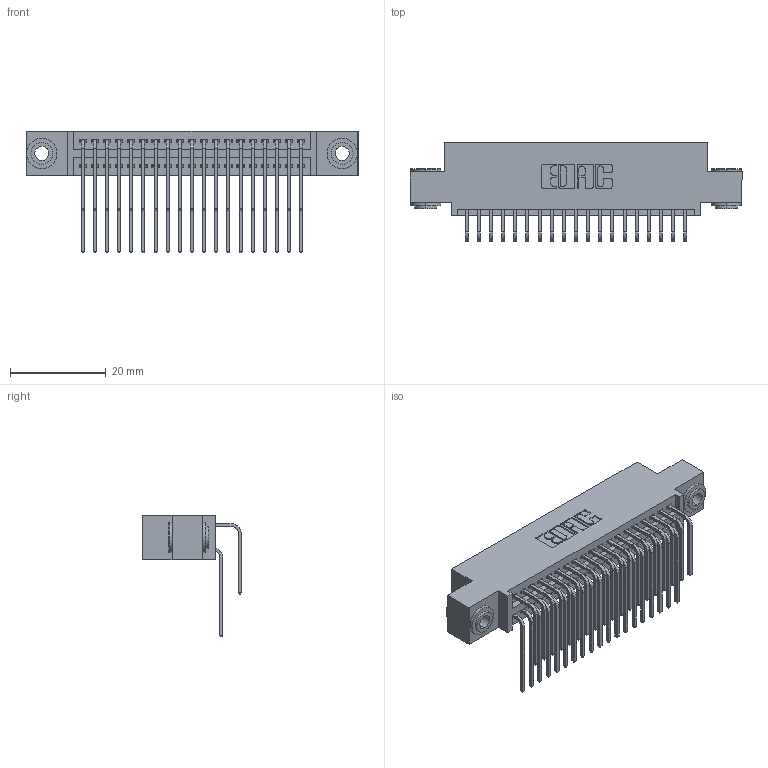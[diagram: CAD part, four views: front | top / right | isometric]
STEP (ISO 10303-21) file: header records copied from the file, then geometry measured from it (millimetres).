
FILE_DESCRIPTION (( 'STEP AP203' ), '1' );
FILE_NAME ('395-038-559-503.STEP', '2019-10-18T04:35:48', ( '' ), ( '' ), 'SwSTEP 2.0', 'SolidWorks 2016', '' );
FILE_SCHEMA (( 'CONFIG_CONTROL_DESIGN' ));
Length unit declared in the file: inch
Products named in the file (5): 395-038-559-503; 345 Part_0.110 Offset - 0.156 Dia-TH; 345-292-001_558 559 Tail - 1; 345-292-001_559 Tail - 2; 345-250-002_345-250-002-102
Assembly tree (41 placements, depth 2):
  395-038-559-503
    345 Part_0.110 Offset - 0.156 Dia-TH
    345-292-001_558 559 Tail - 1  x19
    345-292-001_559 Tail - 2  x19
    345-250-002_345-250-002-102  x2
Bounding box: 69.47 x 20.56 x 25.53 mm (x, y, z)
Volume: 6700 mm3; surface area: 10786.9 mm2
Topology: 41 solids, 41 shells, 2144 faces, 6319 edges, 4158 vertices
Faces by surface type: plane 1424, cylinder 712, cone 8
Entity records: 20438 total; most frequent: CARTESIAN_POINT 3470, ORIENTED_EDGE 3346, DIRECTION 3091, EDGE_CURVE 1673, LINE 1401, VECTOR 1401, VERTEX_POINT 1110, AXIS2_PLACEMENT_3D 845
